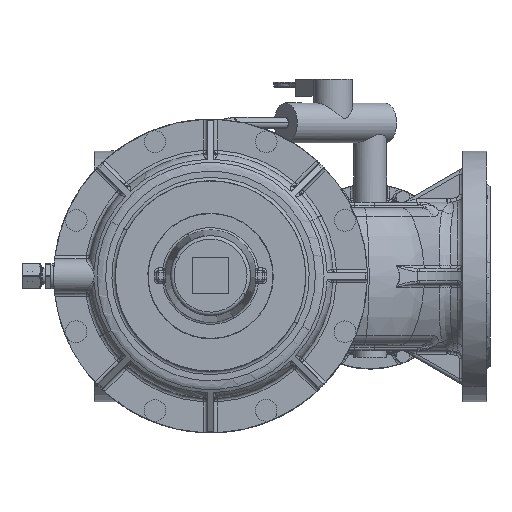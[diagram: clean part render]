
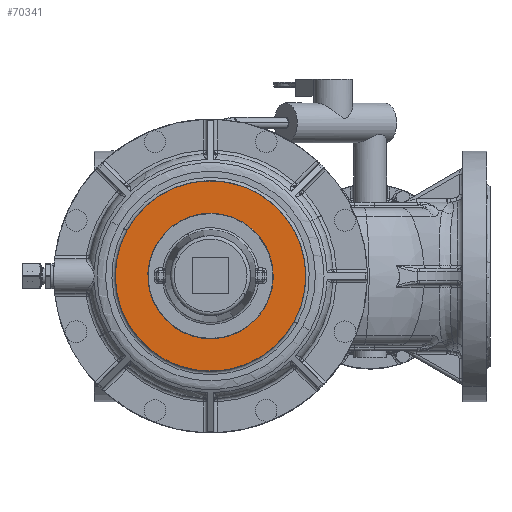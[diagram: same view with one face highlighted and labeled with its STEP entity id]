
A CAD part, top view. The second image highlights one B-rep face of the part: STEP entity #70341.
In plain terms, the highlighted planar face has unit normal (0, 0, 1).
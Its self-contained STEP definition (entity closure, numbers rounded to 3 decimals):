
#70279=AXIS2_PLACEMENT_3D('Plane Axis2P3D',#70276,#70277,#70278) ;
#70283=AXIS2_PLACEMENT_3D('Circle Axis2P3D',#70281,#70282,$) ;
#70292=AXIS2_PLACEMENT_3D('Circle Axis2P3D',#70290,#70291,$) ;
#70299=AXIS2_PLACEMENT_3D('Circle Axis2P3D',#70297,#70298,$) ;
#70306=AXIS2_PLACEMENT_3D('Circle Axis2P3D',#70304,#70305,$) ;
#70317=AXIS2_PLACEMENT_3D('Circle Axis2P3D',#70315,#70316,$) ;
#70326=AXIS2_PLACEMENT_3D('Circle Axis2P3D',#70324,#70325,$) ;
#70333=AXIS2_PLACEMENT_3D('Circle Axis2P3D',#70331,#70332,$) ;
#70276=CARTESIAN_POINT('Axis2P3D Location',(83.5,0.,236.)) ;
#70281=CARTESIAN_POINT('Axis2P3D Location',(0.,0.,236.)) ;
#70285=CARTESIAN_POINT('Vertex',(-73.278,-40.032,236.)) ;
#70287=CARTESIAN_POINT('Vertex',(73.278,-40.032,236.)) ;
#70290=CARTESIAN_POINT('Axis2P3D Location',(0.,0.,236.)) ;
#70294=CARTESIAN_POINT('Vertex',(73.278,40.032,236.)) ;
#70297=CARTESIAN_POINT('Axis2P3D Location',(0.,0.,236.)) ;
#70301=CARTESIAN_POINT('Vertex',(-73.278,40.032,236.)) ;
#70304=CARTESIAN_POINT('Axis2P3D Location',(0.,0.,236.)) ;
#70315=CARTESIAN_POINT('Axis2P3D Location',(0.,0.,236.)) ;
#70319=CARTESIAN_POINT('Vertex',(26.129,-47.828,236.)) ;
#70321=CARTESIAN_POINT('Vertex',(-26.129,47.828,236.)) ;
#70324=CARTESIAN_POINT('Axis2P3D Location',(0.,0.,236.)) ;
#70328=CARTESIAN_POINT('Vertex',(20.212,-50.613,236.)) ;
#70331=CARTESIAN_POINT('Axis2P3D Location',(0.,0.,236.)) ;
#70277=DIRECTION('Axis2P3D Direction',(0.,0.,1.)) ;
#70278=DIRECTION('Axis2P3D XDirection',(1.,0.,0.)) ;
#70282=DIRECTION('Axis2P3D Direction',(0.,0.,1.)) ;
#70291=DIRECTION('Axis2P3D Direction',(0.,0.,1.)) ;
#70298=DIRECTION('Axis2P3D Direction',(0.,0.,1.)) ;
#70305=DIRECTION('Axis2P3D Direction',(0.,0.,1.)) ;
#70316=DIRECTION('Axis2P3D Direction',(0.,0.,1.)) ;
#70325=DIRECTION('Axis2P3D Direction',(0.,0.,1.)) ;
#70332=DIRECTION('Axis2P3D Direction',(0.,0.,1.)) ;
#70310=ORIENTED_EDGE('',*,*,#70289,.T.) ;
#70311=ORIENTED_EDGE('',*,*,#70296,.T.) ;
#70312=ORIENTED_EDGE('',*,*,#70303,.T.) ;
#70313=ORIENTED_EDGE('',*,*,#70308,.T.) ;
#70337=ORIENTED_EDGE('',*,*,#70323,.F.) ;
#70338=ORIENTED_EDGE('',*,*,#70330,.F.) ;
#70339=ORIENTED_EDGE('',*,*,#70335,.F.) ;
#70340=FACE_BOUND('',#70336,.T.) ;
#70341=ADVANCED_FACE('Brep With Voids',(#70314,#70340),#70280,.T.) ;
#70284=CIRCLE('generated circle',#70283,83.5) ;
#70293=CIRCLE('generated circle',#70292,83.5) ;
#70300=CIRCLE('generated circle',#70299,83.5) ;
#70307=CIRCLE('generated circle',#70306,83.5) ;
#70318=CIRCLE('generated circle',#70317,54.5) ;
#70327=CIRCLE('generated circle',#70326,54.5) ;
#70334=CIRCLE('generated circle',#70333,54.5) ;
#70289=EDGE_CURVE('',#70286,#70288,#70284,.T.) ;
#70296=EDGE_CURVE('',#70288,#70295,#70293,.T.) ;
#70303=EDGE_CURVE('',#70295,#70302,#70300,.T.) ;
#70308=EDGE_CURVE('',#70302,#70286,#70307,.T.) ;
#70323=EDGE_CURVE('',#70320,#70322,#70318,.T.) ;
#70330=EDGE_CURVE('',#70329,#70320,#70327,.T.) ;
#70335=EDGE_CURVE('',#70322,#70329,#70334,.T.) ;
#70309=EDGE_LOOP('',(#70310,#70311,#70312,#70313)) ;
#70336=EDGE_LOOP('',(#70337,#70338,#70339)) ;
#70314=FACE_OUTER_BOUND('',#70309,.T.) ;
#70280=PLANE('Plane',#70279) ;
#70286=VERTEX_POINT('',#70285) ;
#70288=VERTEX_POINT('',#70287) ;
#70295=VERTEX_POINT('',#70294) ;
#70302=VERTEX_POINT('',#70301) ;
#70320=VERTEX_POINT('',#70319) ;
#70322=VERTEX_POINT('',#70321) ;
#70329=VERTEX_POINT('',#70328) ;
